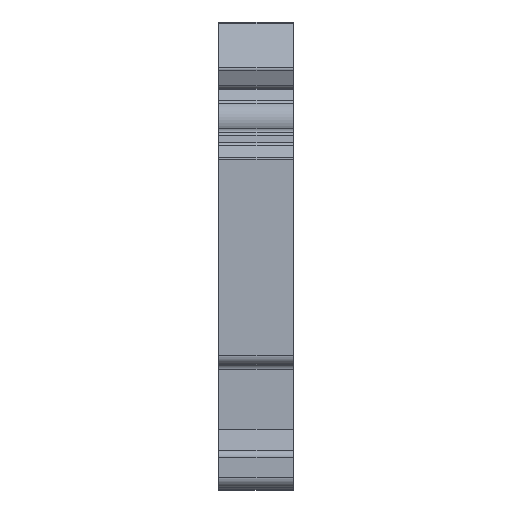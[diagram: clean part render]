
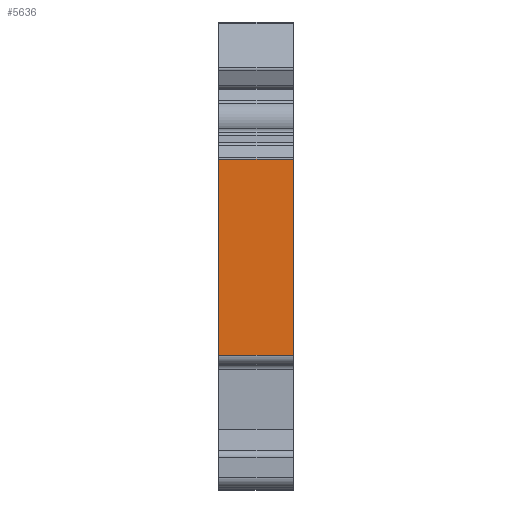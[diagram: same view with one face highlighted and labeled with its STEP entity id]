
A CAD part, left-side view. The second image highlights one B-rep face of the part: STEP entity #5636.
In plain terms, the highlighted planar face has unit normal (-1, 0, 0).
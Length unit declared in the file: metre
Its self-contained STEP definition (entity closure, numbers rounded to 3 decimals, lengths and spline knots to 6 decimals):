
#315=FACE_OUTER_BOUND('',#608,.T.);
#608=EDGE_LOOP('',(#4117,#4118,#4119,#4120));
#1366=LINE('',#9029,#1910);
#1367=LINE('',#9035,#1911);
#1368=LINE('',#9036,#1912);
#1369=LINE('',#9037,#1913);
#1910=VECTOR('',#7337,0.008);
#1911=VECTOR('',#7344,0.008);
#1912=VECTOR('',#7345,0.021);
#1913=VECTOR('',#7346,0.021);
#2481=VERTEX_POINT('',#9027);
#2482=VERTEX_POINT('',#9028);
#2483=VERTEX_POINT('',#9033);
#2484=VERTEX_POINT('',#9034);
#3163=EDGE_CURVE('',#2481,#2482,#1366,.T.);
#3166=EDGE_CURVE('',#2483,#2484,#1367,.F.);
#3167=EDGE_CURVE('',#2483,#2481,#1368,.T.);
#3168=EDGE_CURVE('',#2482,#2484,#1369,.T.);
#4117=ORIENTED_EDGE('',*,*,#3166,.F.);
#4118=ORIENTED_EDGE('',*,*,#3167,.T.);
#4119=ORIENTED_EDGE('',*,*,#3163,.T.);
#4120=ORIENTED_EDGE('',*,*,#3168,.T.);
#5123=PLANE('',#6101);
#5636=ADVANCED_FACE('',(#315),#5123,.F.);
#6101=AXIS2_PLACEMENT_3D('',#9032,#7342,#7343);
#7337=DIRECTION('',(0.,-1.,0.));
#7342=DIRECTION('center_axis',(1.,0.,0.));
#7343=DIRECTION('ref_axis',(0.,0.,-1.));
#7344=DIRECTION('',(0.,1.,0.));
#7345=DIRECTION('',(0.,0.,-1.));
#7346=DIRECTION('',(0.,0.,1.));
#9027=CARTESIAN_POINT('',(-0.05835,0.008,0.007807));
#9028=CARTESIAN_POINT('',(-0.05835,0.,0.007807));
#9029=CARTESIAN_POINT('',(-0.05835,0.008,0.007807));
#9032=CARTESIAN_POINT('Origin',(-0.05835,0.01,0.007807));
#9033=CARTESIAN_POINT('',(-0.05835,0.008,0.028807));
#9034=CARTESIAN_POINT('',(-0.05835,0.,0.028807));
#9035=CARTESIAN_POINT('',(-0.05835,0.,0.028807));
#9036=CARTESIAN_POINT('',(-0.05835,0.008,0.028807));
#9037=CARTESIAN_POINT('',(-0.05835,0.,0.007807));
